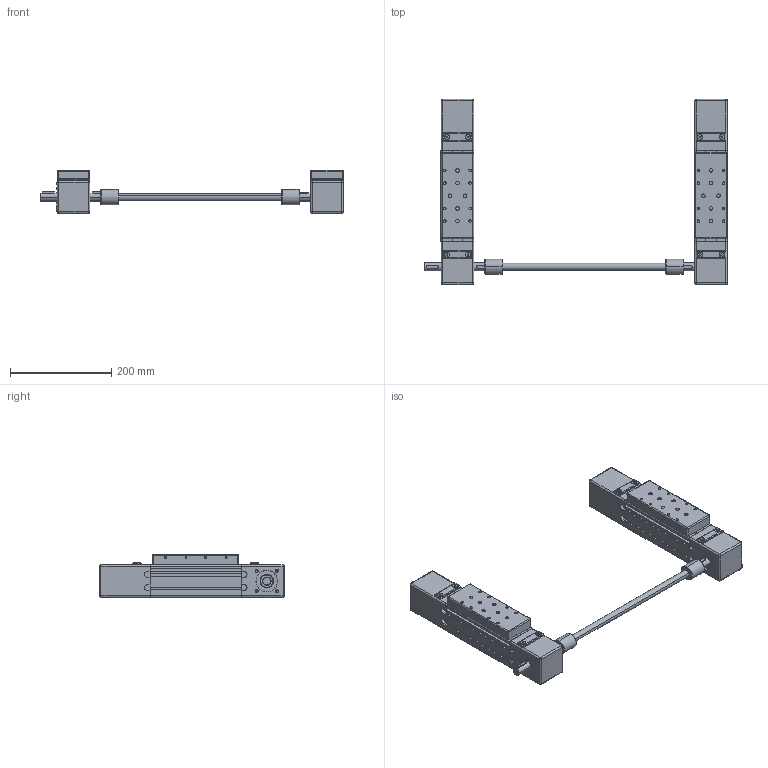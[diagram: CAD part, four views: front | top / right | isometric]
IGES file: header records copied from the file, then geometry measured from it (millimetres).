
Global section: file name: No Iges File Name specified; native system: Autodesk Inventor 2011; preprocessor: AutoDesk Inventor Iges Exporter R2011; author: Matej; date: 20110523.110732; units: millimetre
Bounding box: 597.5 x 365 x 85 mm (x, y, z)
Volume: 3253945.9 mm3; surface area: 475397 mm2
Topology: 11 solids, 21 shells, 1748 faces, 4346 edges, 2616 vertices
Faces by surface type: plane 860, revolution 436, bspline 230, cylinder 136, cone 46, sphere 24, torus 16
